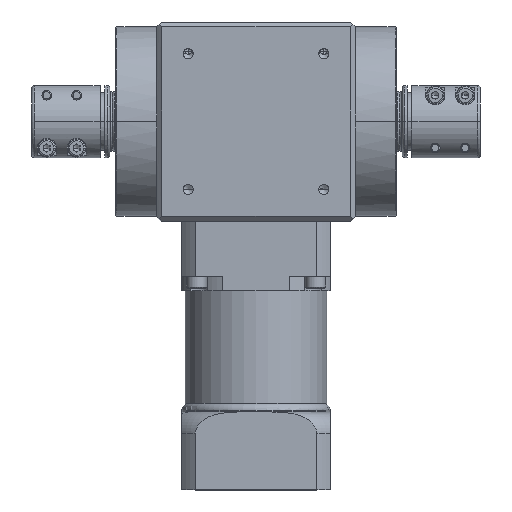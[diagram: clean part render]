
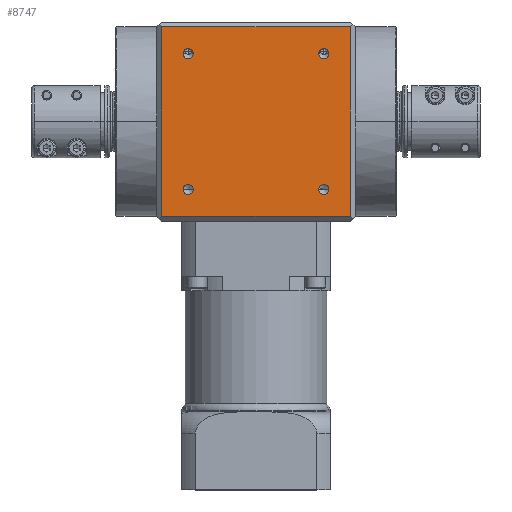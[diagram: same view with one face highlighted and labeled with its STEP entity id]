
A CAD part, top view. The second image highlights one B-rep face of the part: STEP entity #8747.
In plain terms, the highlighted planar face has unit normal (0, 0, 1).
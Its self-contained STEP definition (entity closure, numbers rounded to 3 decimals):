
#276 = ORIENTED_EDGE ( 'NONE', *, *, #32168, .T. ) ;
#419 = EDGE_LOOP ( 'NONE', ( #10449, #25399 ) ) ;
#666 = DIRECTION ( 'NONE',  ( 0., 0., -1. ) ) ;
#725 = ORIENTED_EDGE ( 'NONE', *, *, #9101, .F. ) ;
#934 = ORIENTED_EDGE ( 'NONE', *, *, #15576, .F. ) ;
#1012 = VERTEX_POINT ( 'NONE', #13540 ) ;
#1144 = CIRCLE ( 'NONE', #5758, 2.1 ) ;
#1798 = DIRECTION ( 'NONE',  ( 0., -1., 0. ) ) ;
#1849 = CARTESIAN_POINT ( 'NONE',  ( -28.284, 166.084, 41.5 ) ) ;
#2093 = ORIENTED_EDGE ( 'NONE', *, *, #30272, .T. ) ;
#2452 = CARTESIAN_POINT ( 'NONE',  ( 39.292, 175.2, 41.5 ) ) ;
#2458 = AXIS2_PLACEMENT_3D ( 'NONE', #15527, #666, #18009 ) ;
#2690 = CARTESIAN_POINT ( 'NONE',  ( -28.284, 107.416, 41.5 ) ) ;
#3215 = DIRECTION ( 'NONE',  ( 0., 0., -1. ) ) ;
#3331 = VERTEX_POINT ( 'NONE', #4686 ) ;
#4174 = LINE ( 'NONE', #19027, #29810 ) ;
#4579 = DIRECTION ( 'NONE',  ( 1., 0., 0. ) ) ;
#4686 = CARTESIAN_POINT ( 'NONE',  ( -28.284, 161.884, 41.5 ) ) ;
#4882 = CARTESIAN_POINT ( 'NONE',  ( 28.284, 107.416, 41.5 ) ) ;
#5139 = DIRECTION ( 'NONE',  ( 0., -1., 0. ) ) ;
#5220 = VERTEX_POINT ( 'NONE', #14949 ) ;
#5285 = DIRECTION ( 'NONE',  ( 0., 0., -1. ) ) ;
#5664 = CIRCLE ( 'NONE', #28219, 2.1 ) ;
#5695 = FACE_BOUND ( 'NONE', #17898, .T. ) ;
#5758 = AXIS2_PLACEMENT_3D ( 'NONE', #28943, #14061, #31403 ) ;
#6380 = DIRECTION ( 'NONE',  ( 0., 0., -1. ) ) ;
#6444 = VECTOR ( 'NONE', #4579, 1000. ) ;
#6469 = FACE_BOUND ( 'NONE', #25716, .T. ) ;
#6631 = DIRECTION ( 'NONE',  ( -1., 0., 0. ) ) ;
#7203 = CIRCLE ( 'NONE', #17560, 2.1 ) ;
#7229 = LINE ( 'NONE', #21709, #6444 ) ;
#7381 = DIRECTION ( 'NONE',  ( 0., -1., 0. ) ) ;
#7480 = AXIS2_PLACEMENT_3D ( 'NONE', #18071, #3215, #20559 ) ;
#7501 = CIRCLE ( 'NONE', #28819, 2.1 ) ;
#7899 = AXIS2_PLACEMENT_3D ( 'NONE', #4882, #22234, #7381 ) ;
#8201 = CARTESIAN_POINT ( 'NONE',  ( -39.292, 96.2, 41.5 ) ) ;
#8747 = ADVANCED_FACE ( 'NONE', ( #12308, #6469, #25513, #5695, #31341 ), #22929, .F. ) ;
#9101 = EDGE_CURVE ( 'NONE', #31207, #31104, #7229, .T. ) ;
#9345 = AXIS2_PLACEMENT_3D ( 'NONE', #20162, #5285, #22636 ) ;
#9796 = CIRCLE ( 'NONE', #7899, 2.1 ) ;
#10097 = ORIENTED_EDGE ( 'NONE', *, *, #26512, .F. ) ;
#10269 = EDGE_CURVE ( 'NONE', #3331, #29067, #7203, .T. ) ;
#10449 = ORIENTED_EDGE ( 'NONE', *, *, #18247, .F. ) ;
#10462 = VERTEX_POINT ( 'NONE', #15329 ) ;
#10832 = DIRECTION ( 'NONE',  ( 0., -1., 0. ) ) ;
#11271 = CARTESIAN_POINT ( 'NONE',  ( 39.292, 96.2, 41.5 ) ) ;
#11668 = EDGE_CURVE ( 'NONE', #31954, #10462, #7501, .T. ) ;
#12072 = CARTESIAN_POINT ( 'NONE',  ( -28.284, 163.984, 41.5 ) ) ;
#12308 = FACE_OUTER_BOUND ( 'NONE', #29539, .T. ) ;
#13540 = CARTESIAN_POINT ( 'NONE',  ( 28.284, 109.516, 41.5 ) ) ;
#14061 = DIRECTION ( 'NONE',  ( 0., 0., 1. ) ) ;
#14164 = EDGE_LOOP ( 'NONE', ( #22536, #276 ) ) ;
#14170 = CARTESIAN_POINT ( 'NONE',  ( -39.292, 177.2, 41.5 ) ) ;
#14252 = EDGE_CURVE ( 'NONE', #31254, #30120, #20541, .T. ) ;
#14555 = DIRECTION ( 'NONE',  ( 0., -1., 0. ) ) ;
#14949 = CARTESIAN_POINT ( 'NONE',  ( 28.284, 105.316, 41.5 ) ) ;
#15074 = VECTOR ( 'NONE', #29066, 1000. ) ;
#15329 = CARTESIAN_POINT ( 'NONE',  ( -28.284, 109.516, 41.5 ) ) ;
#15527 = CARTESIAN_POINT ( 'NONE',  ( 28.284, 163.984, 41.5 ) ) ;
#15576 = EDGE_CURVE ( 'NONE', #10462, #31954, #5664, .T. ) ;
#15811 = ORIENTED_EDGE ( 'NONE', *, *, #21277, .F. ) ;
#16661 = DIRECTION ( 'NONE',  ( 0., 0., 1. ) ) ;
#17195 = LINE ( 'NONE', #23297, #29608 ) ;
#17560 = AXIS2_PLACEMENT_3D ( 'NONE', #12072, #29452, #14555 ) ;
#17898 = EDGE_LOOP ( 'NONE', ( #2093, #28785 ) ) ;
#18009 = DIRECTION ( 'NONE',  ( 0., -1., 0. ) ) ;
#18071 = CARTESIAN_POINT ( 'NONE',  ( -41.5, 177.2, 41.5 ) ) ;
#18247 = EDGE_CURVE ( 'NONE', #5220, #1012, #9796, .T. ) ;
#19027 = CARTESIAN_POINT ( 'NONE',  ( -41.5, 96.2, 41.5 ) ) ;
#19981 = CIRCLE ( 'NONE', #9345, 2.1 ) ;
#20024 = DIRECTION ( 'NONE',  ( 0., 0., 1. ) ) ;
#20162 = CARTESIAN_POINT ( 'NONE',  ( -28.284, 163.984, 41.5 ) ) ;
#20541 = CIRCLE ( 'NONE', #24786, 2.1 ) ;
#20559 = DIRECTION ( 'NONE',  ( 0., 1., 0. ) ) ;
#21251 = CARTESIAN_POINT ( 'NONE',  ( 28.284, 163.984, 41.5 ) ) ;
#21277 = EDGE_CURVE ( 'NONE', #24174, #31207, #23207, .T. ) ;
#21709 = CARTESIAN_POINT ( 'NONE',  ( 0., 175.2, 41.5 ) ) ;
#22234 = DIRECTION ( 'NONE',  ( 0., 0., 1. ) ) ;
#22536 = ORIENTED_EDGE ( 'NONE', *, *, #10269, .T. ) ;
#22636 = DIRECTION ( 'NONE',  ( 0., -1., 0. ) ) ;
#22929 = PLANE ( 'NONE',  #7480 ) ;
#23207 = LINE ( 'NONE', #14170, #15074 ) ;
#23297 = CARTESIAN_POINT ( 'NONE',  ( 39.292, 0., 41.5 ) ) ;
#23735 = DIRECTION ( 'NONE',  ( 0., -1., 0. ) ) ;
#24174 = VERTEX_POINT ( 'NONE', #8201 ) ;
#24786 = AXIS2_PLACEMENT_3D ( 'NONE', #21251, #6380, #23735 ) ;
#25077 = EDGE_CURVE ( 'NONE', #31104, #25111, #17195, .T. ) ;
#25111 = VERTEX_POINT ( 'NONE', #11271 ) ;
#25399 = ORIENTED_EDGE ( 'NONE', *, *, #30939, .F. ) ;
#25513 = FACE_BOUND ( 'NONE', #419, .T. ) ;
#25716 = EDGE_LOOP ( 'NONE', ( #30787, #934 ) ) ;
#25837 = ORIENTED_EDGE ( 'NONE', *, *, #25077, .F. ) ;
#25867 = CARTESIAN_POINT ( 'NONE',  ( 28.284, 166.084, 41.5 ) ) ;
#26512 = EDGE_CURVE ( 'NONE', #25111, #24174, #4174, .T. ) ;
#28219 = AXIS2_PLACEMENT_3D ( 'NONE', #2690, #20024, #5139 ) ;
#28762 = CIRCLE ( 'NONE', #2458, 2.1 ) ;
#28785 = ORIENTED_EDGE ( 'NONE', *, *, #14252, .T. ) ;
#28819 = AXIS2_PLACEMENT_3D ( 'NONE', #31493, #16661, #1798 ) ;
#28875 = CARTESIAN_POINT ( 'NONE',  ( -28.284, 105.316, 41.5 ) ) ;
#28943 = CARTESIAN_POINT ( 'NONE',  ( 28.284, 107.416, 41.5 ) ) ;
#29066 = DIRECTION ( 'NONE',  ( 0., 1., 0. ) ) ;
#29067 = VERTEX_POINT ( 'NONE', #1849 ) ;
#29452 = DIRECTION ( 'NONE',  ( 0., 0., -1. ) ) ;
#29539 = EDGE_LOOP ( 'NONE', ( #10097, #25837, #725, #15811 ) ) ;
#29608 = VECTOR ( 'NONE', #10832, 1000. ) ;
#29810 = VECTOR ( 'NONE', #6631, 1000. ) ;
#29859 = CARTESIAN_POINT ( 'NONE',  ( 28.284, 161.884, 41.5 ) ) ;
#30120 = VERTEX_POINT ( 'NONE', #29859 ) ;
#30272 = EDGE_CURVE ( 'NONE', #30120, #31254, #28762, .T. ) ;
#30642 = CARTESIAN_POINT ( 'NONE',  ( -39.292, 175.2, 41.5 ) ) ;
#30787 = ORIENTED_EDGE ( 'NONE', *, *, #11668, .F. ) ;
#30939 = EDGE_CURVE ( 'NONE', #1012, #5220, #1144, .T. ) ;
#31104 = VERTEX_POINT ( 'NONE', #2452 ) ;
#31207 = VERTEX_POINT ( 'NONE', #30642 ) ;
#31254 = VERTEX_POINT ( 'NONE', #25867 ) ;
#31341 = FACE_BOUND ( 'NONE', #14164, .T. ) ;
#31403 = DIRECTION ( 'NONE',  ( 0., -1., 0. ) ) ;
#31493 = CARTESIAN_POINT ( 'NONE',  ( -28.284, 107.416, 41.5 ) ) ;
#31954 = VERTEX_POINT ( 'NONE', #28875 ) ;
#32168 = EDGE_CURVE ( 'NONE', #29067, #3331, #19981, .T. ) ;
